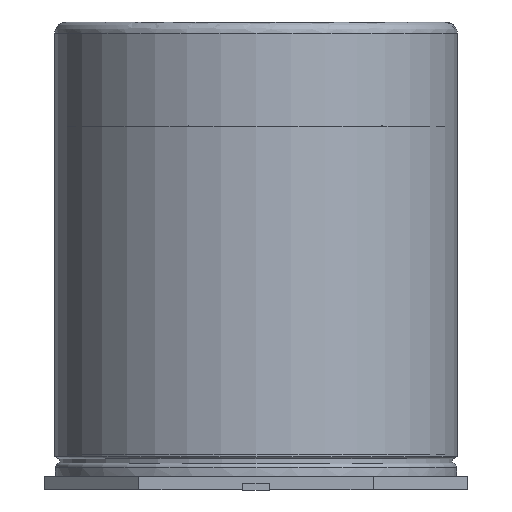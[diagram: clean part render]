
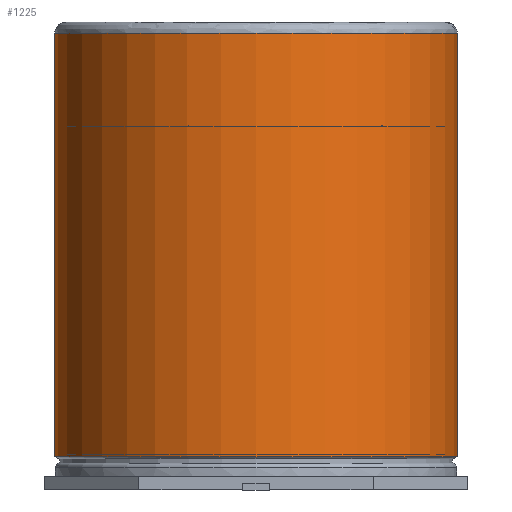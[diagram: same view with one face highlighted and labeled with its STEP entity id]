
A CAD part, front view. The second image highlights one B-rep face of the part: STEP entity #1225.
In plain terms, the highlighted cylindrical face has radius 9.03 mm (diameter 18.06 mm), a partial arc.
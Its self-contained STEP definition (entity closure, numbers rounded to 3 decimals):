
#39 = DIRECTION ( 'NONE',  ( 0., 0., 1. ) ) ;
#106 = ORIENTED_EDGE ( 'NONE', *, *, #597, .F. ) ;
#114 = CIRCLE ( 'NONE', #933, 9.03 ) ;
#204 = CARTESIAN_POINT ( 'NONE',  ( 9.03, 0., 1.5 ) ) ;
#271 = ORIENTED_EDGE ( 'NONE', *, *, #2390, .T. ) ;
#279 = DIRECTION ( 'NONE',  ( -1., 0., 0. ) ) ;
#286 = CARTESIAN_POINT ( 'NONE',  ( -9.03, 0., 1.5 ) ) ;
#308 = LINE ( 'NONE', #1231, #608 ) ;
#335 = CARTESIAN_POINT ( 'NONE',  ( 9.03, 0., 1.5 ) ) ;
#433 = EDGE_CURVE ( 'NONE', #568, #1369, #308, .T. ) ;
#481 = DIRECTION ( 'NONE',  ( 0., 0., -1. ) ) ;
#544 = DIRECTION ( 'NONE',  ( 0., 0., -1. ) ) ;
#568 = VERTEX_POINT ( 'NONE', #885 ) ;
#593 = CYLINDRICAL_SURFACE ( 'NONE', #1243, 9.03 ) ;
#597 = EDGE_CURVE ( 'NONE', #1992, #1531, #1490, .T. ) ;
#608 = VECTOR ( 'NONE', #1395, 1000. ) ;
#711 = AXIS2_PLACEMENT_3D ( 'NONE', #1573, #39, #279 ) ;
#885 = CARTESIAN_POINT ( 'NONE',  ( -9.03, 0., 20.5 ) ) ;
#933 = AXIS2_PLACEMENT_3D ( 'NONE', #1783, #481, #1410 ) ;
#1225 = ADVANCED_FACE ( 'NONE', ( #2043 ), #593, .T. ) ;
#1231 = CARTESIAN_POINT ( 'NONE',  ( -9.03, 0., 1.5 ) ) ;
#1243 = AXIS2_PLACEMENT_3D ( 'NONE', #1330, #2297, #1712 ) ;
#1330 = CARTESIAN_POINT ( 'NONE',  ( 0., 0., 1.5 ) ) ;
#1369 = VERTEX_POINT ( 'NONE', #286 ) ;
#1395 = DIRECTION ( 'NONE',  ( 0., 0., -1. ) ) ;
#1410 = DIRECTION ( 'NONE',  ( -1., 0., 0. ) ) ;
#1447 = CARTESIAN_POINT ( 'NONE',  ( 9.03, 0., 20.5 ) ) ;
#1490 = LINE ( 'NONE', #335, #1809 ) ;
#1531 = VERTEX_POINT ( 'NONE', #204 ) ;
#1573 = CARTESIAN_POINT ( 'NONE',  ( 0., 0., 1.5 ) ) ;
#1712 = DIRECTION ( 'NONE',  ( -1., 0., 0. ) ) ;
#1751 = CIRCLE ( 'NONE', #711, 9.03 ) ;
#1783 = CARTESIAN_POINT ( 'NONE',  ( 0., 0., 20.5 ) ) ;
#1809 = VECTOR ( 'NONE', #544, 1000. ) ;
#1992 = VERTEX_POINT ( 'NONE', #1447 ) ;
#2021 = EDGE_LOOP ( 'NONE', ( #106, #271, #2044, #2307 ) ) ;
#2043 = FACE_OUTER_BOUND ( 'NONE', #2021, .T. ) ;
#2044 = ORIENTED_EDGE ( 'NONE', *, *, #433, .T. ) ;
#2297 = DIRECTION ( 'NONE',  ( 0., 0., -1. ) ) ;
#2307 = ORIENTED_EDGE ( 'NONE', *, *, #2346, .T. ) ;
#2346 = EDGE_CURVE ( 'NONE', #1369, #1531, #1751, .T. ) ;
#2390 = EDGE_CURVE ( 'NONE', #1992, #568, #114, .T. ) ;
